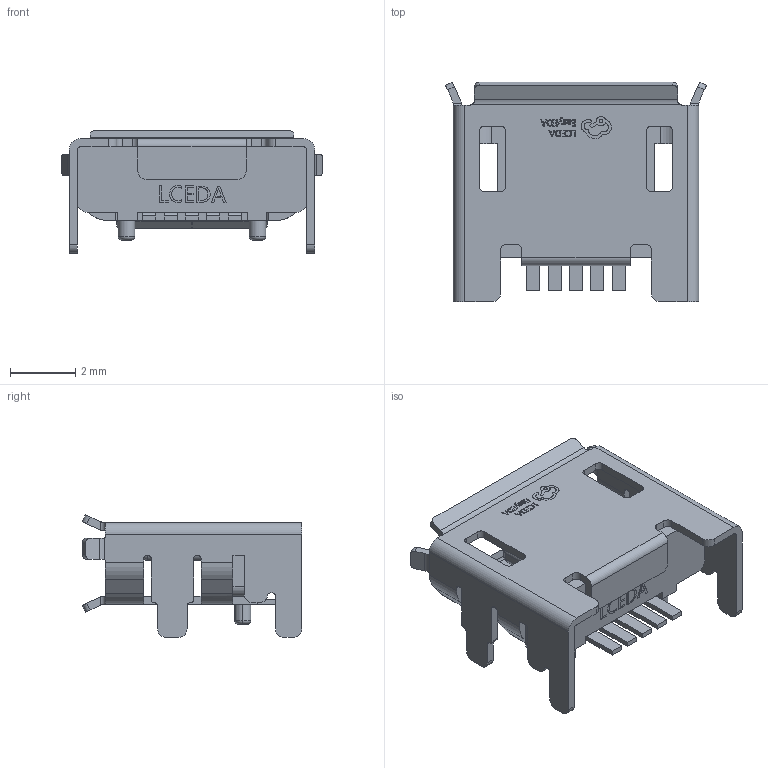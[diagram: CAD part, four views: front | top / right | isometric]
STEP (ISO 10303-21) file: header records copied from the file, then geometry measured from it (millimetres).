
FILE_DESCRIPTION (( 'STEP AP214' ), '1' );
FILE_NAME ('MICRO-USB-SMD_U-F-M5DD-Y-1.step', '2022-07-07T02:58:37', ( '' ), ( '' ), 'SwSTEP 2.0', 'SolidWorks 2020', '' );
FILE_SCHEMA (( 'AUTOMOTIVE_DESIGN' ));
Length unit declared in the file: millimetre
Products named in the file (1): MICRO-USB-SMD_U-F-M5DD-Y-1
Bounding box: 7.97 x 6.7 x 3.74 mm (x, y, z)
Volume: 50.6 mm3; surface area: 257.2 mm2
Topology: 1 solids, 1 shells, 624 faces, 1752 edges, 1156 vertices
Faces by surface type: plane 369, cylinder 135, bspline 112, torus 4, sphere 4
Entity records: 27567 total; most frequent: CARTESIAN_POINT 5801, ORIENTED_EDGE 3496, DIRECTION 2820, EDGE_CURVE 1748, VECTOR 1214, LINE 1214, VERTEX_POINT 1156, AXIS2_PLACEMENT_3D 803
